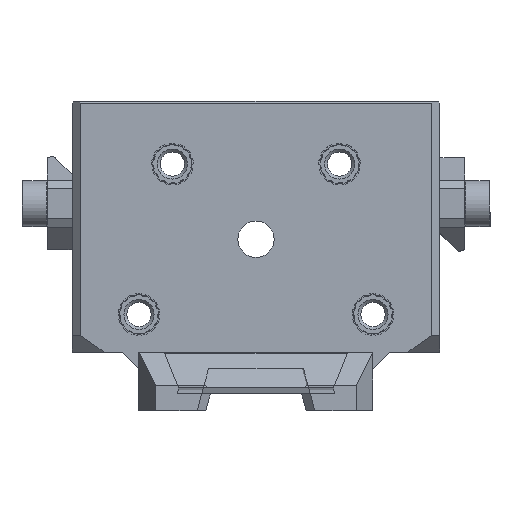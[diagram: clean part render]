
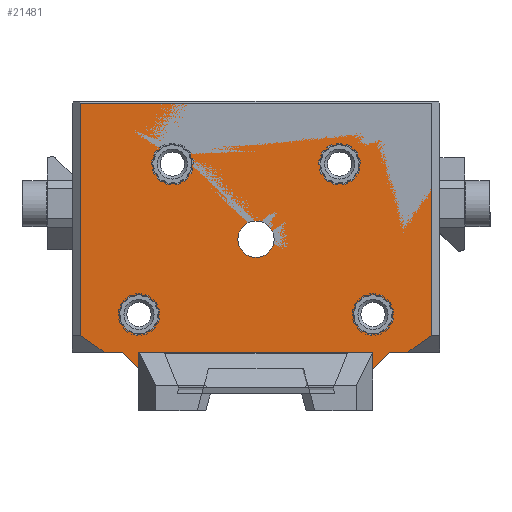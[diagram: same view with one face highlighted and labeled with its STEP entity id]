
A CAD part, top view. The second image highlights one B-rep face of the part: STEP entity #21481.
In plain terms, the highlighted face is planar.
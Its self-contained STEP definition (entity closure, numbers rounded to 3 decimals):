
#894=FACE_BOUND('',#3311,.T.);
#895=FACE_BOUND('',#3312,.T.);
#896=FACE_BOUND('',#3313,.T.);
#897=FACE_BOUND('',#3314,.T.);
#898=FACE_BOUND('',#3315,.T.);
#1210=PLANE('',#22674);
#2100=FACE_OUTER_BOUND('',#3310,.T.);
#3310=EDGE_LOOP('',(#16307,#16308,#16309,#16310,#16311,#16312,#16313,#16314,
#16315,#16316,#16317,#16318,#16319,#16320));
#3311=EDGE_LOOP('',(#16321));
#3312=EDGE_LOOP('',(#16322));
#3313=EDGE_LOOP('',(#16323));
#3314=EDGE_LOOP('',(#16324));
#3315=EDGE_LOOP('',(#16325));
#5158=LINE('',#31667,#7611);
#5162=LINE('',#31674,#7615);
#5165=LINE('',#31686,#7618);
#5170=LINE('',#31697,#7623);
#5171=LINE('',#31698,#7624);
#5172=LINE('',#31699,#7625);
#5173=LINE('',#31701,#7626);
#5174=LINE('',#31703,#7627);
#5175=LINE('',#31704,#7628);
#5176=LINE('',#31706,#7629);
#5177=LINE('',#31708,#7630);
#5178=LINE('',#31710,#7631);
#5179=LINE('',#31712,#7632);
#5180=LINE('',#31713,#7633);
#7611=VECTOR('',#24973,1000.);
#7615=VECTOR('',#24977,1000.);
#7618=VECTOR('',#24986,1000.);
#7623=VECTOR('',#24993,1000.);
#7624=VECTOR('',#24994,1000.);
#7625=VECTOR('',#24995,1000.);
#7626=VECTOR('',#24996,1000.);
#7627=VECTOR('',#24997,1000.);
#7628=VECTOR('',#24998,1000.);
#7629=VECTOR('',#24999,1000.);
#7630=VECTOR('',#25000,1000.);
#7631=VECTOR('',#25001,1000.);
#7632=VECTOR('',#25002,1000.);
#7633=VECTOR('',#25003,1000.);
#9309=CIRCLE('',#22508,2.35);
#9312=CIRCLE('',#22513,2.35);
#9315=CIRCLE('',#22518,2.35);
#9318=CIRCLE('',#22523,2.35);
#9347=CIRCLE('',#22675,2.175);
#9872=VERTEX_POINT('',#30609);
#9875=VERTEX_POINT('',#30618);
#9878=VERTEX_POINT('',#30627);
#9881=VERTEX_POINT('',#30636);
#10274=VERTEX_POINT('',#31659);
#10277=VERTEX_POINT('',#31664);
#10278=VERTEX_POINT('',#31666);
#10281=VERTEX_POINT('',#31672);
#10286=VERTEX_POINT('',#31683);
#10287=VERTEX_POINT('',#31685);
#10291=VERTEX_POINT('',#31695);
#10292=VERTEX_POINT('',#31696);
#10293=VERTEX_POINT('',#31700);
#10294=VERTEX_POINT('',#31702);
#10295=VERTEX_POINT('',#31705);
#10296=VERTEX_POINT('',#31707);
#10297=VERTEX_POINT('',#31709);
#10298=VERTEX_POINT('',#31711);
#10299=VERTEX_POINT('',#31714);
#12064=EDGE_CURVE('',#9872,#9872,#9309,.T.);
#12068=EDGE_CURVE('',#9875,#9875,#9312,.T.);
#12072=EDGE_CURVE('',#9878,#9878,#9315,.T.);
#12076=EDGE_CURVE('',#9881,#9881,#9318,.T.);
#12592=EDGE_CURVE('',#10277,#10278,#5158,.T.);
#12596=EDGE_CURVE('',#10281,#10274,#5162,.T.);
#12601=EDGE_CURVE('',#10287,#10286,#5165,.T.);
#12606=EDGE_CURVE('',#10291,#10292,#5170,.T.);
#12607=EDGE_CURVE('',#10291,#10287,#5171,.T.);
#12608=EDGE_CURVE('',#10286,#10278,#5172,.F.);
#12609=EDGE_CURVE('',#10277,#10293,#5173,.T.);
#12610=EDGE_CURVE('',#10293,#10294,#5174,.F.);
#12611=EDGE_CURVE('',#10294,#10274,#5175,.F.);
#12612=EDGE_CURVE('',#10281,#10295,#5176,.T.);
#12613=EDGE_CURVE('',#10295,#10296,#5177,.T.);
#12614=EDGE_CURVE('',#10296,#10297,#5178,.T.);
#12615=EDGE_CURVE('',#10297,#10298,#5179,.T.);
#12616=EDGE_CURVE('',#10298,#10292,#5180,.T.);
#12617=EDGE_CURVE('',#10299,#10299,#9347,.T.);
#16307=ORIENTED_EDGE('',*,*,#12606,.F.);
#16308=ORIENTED_EDGE('',*,*,#12607,.T.);
#16309=ORIENTED_EDGE('',*,*,#12601,.T.);
#16310=ORIENTED_EDGE('',*,*,#12608,.T.);
#16311=ORIENTED_EDGE('',*,*,#12592,.F.);
#16312=ORIENTED_EDGE('',*,*,#12609,.T.);
#16313=ORIENTED_EDGE('',*,*,#12610,.T.);
#16314=ORIENTED_EDGE('',*,*,#12611,.T.);
#16315=ORIENTED_EDGE('',*,*,#12596,.F.);
#16316=ORIENTED_EDGE('',*,*,#12612,.T.);
#16317=ORIENTED_EDGE('',*,*,#12613,.T.);
#16318=ORIENTED_EDGE('',*,*,#12614,.T.);
#16319=ORIENTED_EDGE('',*,*,#12615,.T.);
#16320=ORIENTED_EDGE('',*,*,#12616,.T.);
#16321=ORIENTED_EDGE('',*,*,#12064,.T.);
#16322=ORIENTED_EDGE('',*,*,#12068,.T.);
#16323=ORIENTED_EDGE('',*,*,#12072,.T.);
#16324=ORIENTED_EDGE('',*,*,#12076,.T.);
#16325=ORIENTED_EDGE('',*,*,#12617,.F.);
#21481=ADVANCED_FACE('',(#2100,#894,#895,#896,#897,#898),#1210,.T.);
#22508=AXIS2_PLACEMENT_3D('',#30610,#24159,#24160);
#22513=AXIS2_PLACEMENT_3D('',#30619,#24170,#24171);
#22518=AXIS2_PLACEMENT_3D('',#30628,#24181,#24182);
#22523=AXIS2_PLACEMENT_3D('',#30637,#24192,#24193);
#22674=AXIS2_PLACEMENT_3D('',#31694,#24991,#24992);
#22675=AXIS2_PLACEMENT_3D('',#31715,#25004,#25005);
#24159=DIRECTION('center_axis',(0.,1.,0.));
#24160=DIRECTION('ref_axis',(1.,0.,0.));
#24170=DIRECTION('center_axis',(0.,1.,0.));
#24171=DIRECTION('ref_axis',(1.,0.,0.));
#24181=DIRECTION('center_axis',(0.,1.,0.));
#24182=DIRECTION('ref_axis',(1.,0.,0.));
#24192=DIRECTION('center_axis',(0.,1.,0.));
#24193=DIRECTION('ref_axis',(1.,0.,0.));
#24973=DIRECTION('',(1.,0.,0.));
#24977=DIRECTION('',(1.,0.,0.));
#24986=DIRECTION('',(-1.,0.,0.));
#24991=DIRECTION('center_axis',(0.,-1.,0.));
#24992=DIRECTION('ref_axis',(-1.,0.,0.));
#24993=DIRECTION('',(0.,0.,-1.));
#24994=DIRECTION('',(-0.816,0.,0.577));
#24995=DIRECTION('',(0.707,0.,-0.707));
#24996=DIRECTION('',(0.,0.,-1.));
#24997=DIRECTION('',(1.,0.,0.));
#24998=DIRECTION('',(0.,0.,-1.));
#24999=DIRECTION('',(-0.707,0.,-0.707));
#25000=DIRECTION('',(-1.,0.,0.));
#25001=DIRECTION('',(-0.816,0.,-0.577));
#25002=DIRECTION('',(0.,0.,-1.));
#25003=DIRECTION('',(1.,0.,0.));
#25004=DIRECTION('center_axis',(0.,-1.,0.));
#25005=DIRECTION('ref_axis',(-1.,0.,0.));
#30609=CARTESIAN_POINT('',(-12.35,-36.603,31.339));
#30610=CARTESIAN_POINT('Origin',(-10.,-36.603,31.339));
#30618=CARTESIAN_POINT('',(11.65,-36.603,49.339));
#30619=CARTESIAN_POINT('Origin',(14.,-36.603,49.339));
#30627=CARTESIAN_POINT('',(7.65,-36.603,31.339));
#30628=CARTESIAN_POINT('Origin',(10.,-36.603,31.339));
#30636=CARTESIAN_POINT('',(-16.35,-36.603,49.339));
#30637=CARTESIAN_POINT('Origin',(-14.,-36.603,49.339));
#31659=CARTESIAN_POINT('',(-10.92,-36.603,58.839));
#31664=CARTESIAN_POINT('',(10.92,-36.603,58.839));
#31666=CARTESIAN_POINT('',(11.,-36.603,58.839));
#31667=CARTESIAN_POINT('',(0.,-36.603,58.839));
#31672=CARTESIAN_POINT('',(-11.,-36.603,58.839));
#31674=CARTESIAN_POINT('',(0.,-36.603,58.839));
#31683=CARTESIAN_POINT('',(16.,-36.603,53.839));
#31685=CARTESIAN_POINT('',(18.172,-36.603,53.839));
#31686=CARTESIAN_POINT('',(-11.,-36.603,53.839));
#31694=CARTESIAN_POINT('Origin',(-11.,-36.603,53.839));
#31695=CARTESIAN_POINT('',(21.,-36.603,51.839));
#31696=CARTESIAN_POINT('',(21.,-36.603,24.039));
#31697=CARTESIAN_POINT('',(21.,-36.603,53.839));
#31698=CARTESIAN_POINT('',(-1.276,-36.603,67.59));
#31699=CARTESIAN_POINT('',(16.,-36.603,53.839));
#31700=CARTESIAN_POINT('',(10.92,-36.603,54.039));
#31701=CARTESIAN_POINT('',(10.92,-36.603,58.839));
#31702=CARTESIAN_POINT('',(-10.92,-36.603,54.039));
#31703=CARTESIAN_POINT('',(0.,-36.603,54.039));
#31704=CARTESIAN_POINT('',(-10.92,-36.603,58.839));
#31705=CARTESIAN_POINT('',(-16.,-36.603,53.839));
#31706=CARTESIAN_POINT('',(-11.,-36.603,58.839));
#31707=CARTESIAN_POINT('',(-18.172,-36.603,53.839));
#31708=CARTESIAN_POINT('',(-11.,-36.603,53.839));
#31709=CARTESIAN_POINT('',(-21.,-36.603,51.839));
#31710=CARTESIAN_POINT('',(-13.391,-36.603,57.219));
#31711=CARTESIAN_POINT('',(-21.,-36.603,24.039));
#31712=CARTESIAN_POINT('',(-21.,-36.603,53.839));
#31713=CARTESIAN_POINT('',(21.,-36.603,24.039));
#31714=CARTESIAN_POINT('',(-2.175,-36.603,40.339));
#31715=CARTESIAN_POINT('Origin',(0.,-36.603,
40.339));
